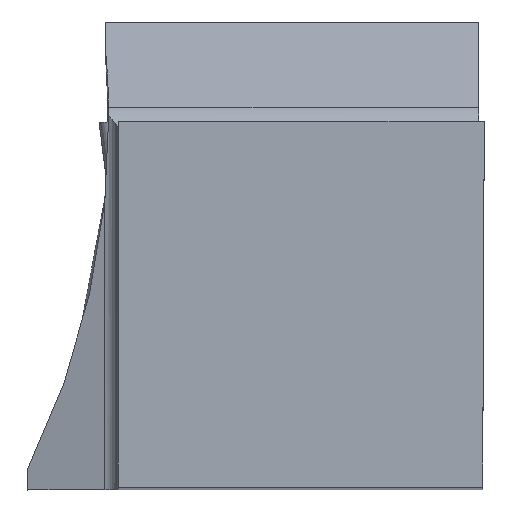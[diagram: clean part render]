
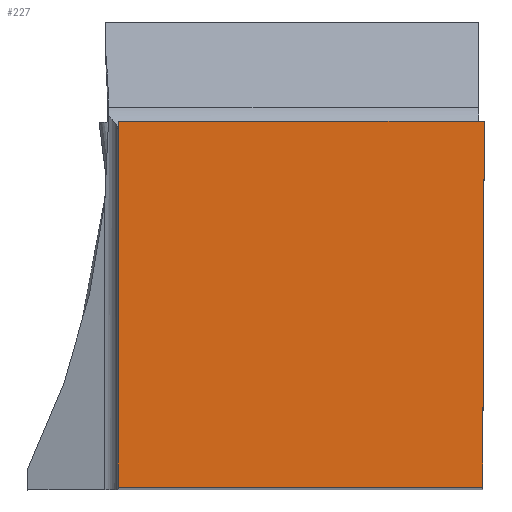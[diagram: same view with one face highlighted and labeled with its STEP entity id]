
A CAD part, top view. The second image highlights one B-rep face of the part: STEP entity #227.
In plain terms, the highlighted planar face has unit normal (0, 0, 1).
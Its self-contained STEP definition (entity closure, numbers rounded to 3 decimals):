
#149=PLANE('',#2630);
#227=ADVANCED_FACE('CU_BACK_SU1',(#369),#149,.F.);
#369=FACE_OUTER_BOUND('',#490,.T.);
#490=EDGE_LOOP('',(#1367,#1368,#1369,#1370));
#738=LINE('',#3457,#956);
#741=LINE('',#3463,#959);
#774=LINE('',#3631,#992);
#775=LINE('',#3633,#993);
#956=VECTOR('',#2810,1.);
#959=VECTOR('',#2815,1.);
#992=VECTOR('',#2898,1.);
#993=VECTOR('',#2899,1.);
#1367=ORIENTED_EDGE('',*,*,#2247,.T.);
#1368=ORIENTED_EDGE('',*,*,#2195,.T.);
#1369=ORIENTED_EDGE('',*,*,#2198,.T.);
#1370=ORIENTED_EDGE('',*,*,#2248,.F.);
#1946=VERTEX_POINT('',#3450);
#1949=VERTEX_POINT('',#3456);
#1951=VERTEX_POINT('',#3462);
#1981=VERTEX_POINT('',#3632);
#2195=EDGE_CURVE('',#1946,#1949,#738,.T.);
#2198=EDGE_CURVE('',#1949,#1951,#741,.T.);
#2247=EDGE_CURVE('',#1981,#1946,#774,.T.);
#2248=EDGE_CURVE('',#1981,#1951,#775,.T.);
#2630=AXIS2_PLACEMENT_3D('',#3634,#2900,#2901);
#2810=DIRECTION('',(0.004,1.,0.));
#2815=DIRECTION('',(-1.,0.,0.));
#2898=DIRECTION('',(1.,0.,0.));
#2899=DIRECTION('',(0.,1.,0.));
#2900=DIRECTION('',(0.,0.,-1.));
#2901=DIRECTION('',(0.,-1.,0.));
#3450=CARTESIAN_POINT('',(-0.139,0.,0.));
#3456=CARTESIAN_POINT('',(0.,31.85,0.));
#3457=CARTESIAN_POINT('',(0.088,51.953,0.));
#3462=CARTESIAN_POINT('',(-31.85,31.85,0.));
#3463=CARTESIAN_POINT('',(23.593,31.85,0.));
#3631=CARTESIAN_POINT('',(23.593,0.,0.));
#3632=CARTESIAN_POINT('',(-31.85,0.,0.));
#3633=CARTESIAN_POINT('',(-31.85,51.85,0.));
#3634=CARTESIAN_POINT('',(23.593,51.85,0.));
